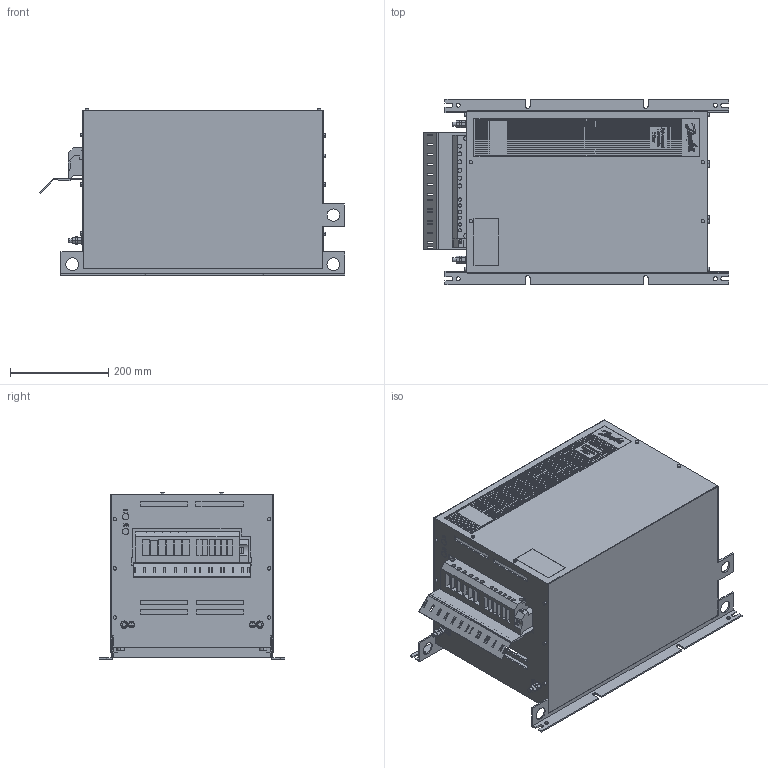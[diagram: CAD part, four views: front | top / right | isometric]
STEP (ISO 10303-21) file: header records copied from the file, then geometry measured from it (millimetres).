
FILE_DESCRIPTION((''),'2;1');
FILE_NAME('X4_IP20_IF_OUT_1','2023-04-25T14:46:26',('U388355'),('Danfoss Power Electronics'),'CREO PARAMETRIC BY PTC INC, 2020342','CREO PARAMETRIC BY PTC INC, 2020342','');
FILE_SCHEMA(('CONFIG_CONTROL_DESIGN','GEOMETRIC_VALIDATION_PROPERTIES_MIM'));
Products named in the file (1): X4_IP20_IF_OUT_1
Bounding box: 621 x 378 x 337.8 mm (x, y, z)
Volume: 3359442.4 mm3; surface area: 1850253.6 mm2
Topology: 14 solids, 14 shells, 1968 faces, 5281 edges, 3524 vertices
Faces by surface type: plane 1586, cylinder 329, extrusion 53
Entity records: 63245 total; most frequent: CARTESIAN_POINT 12719, ORIENTED_EDGE 10562, DIRECTION 9743, EDGE_CURVE 5281, VECTOR 4551, LINE 4498, VERTEX_POINT 3524, AXIS2_PLACEMENT_3D 2596
